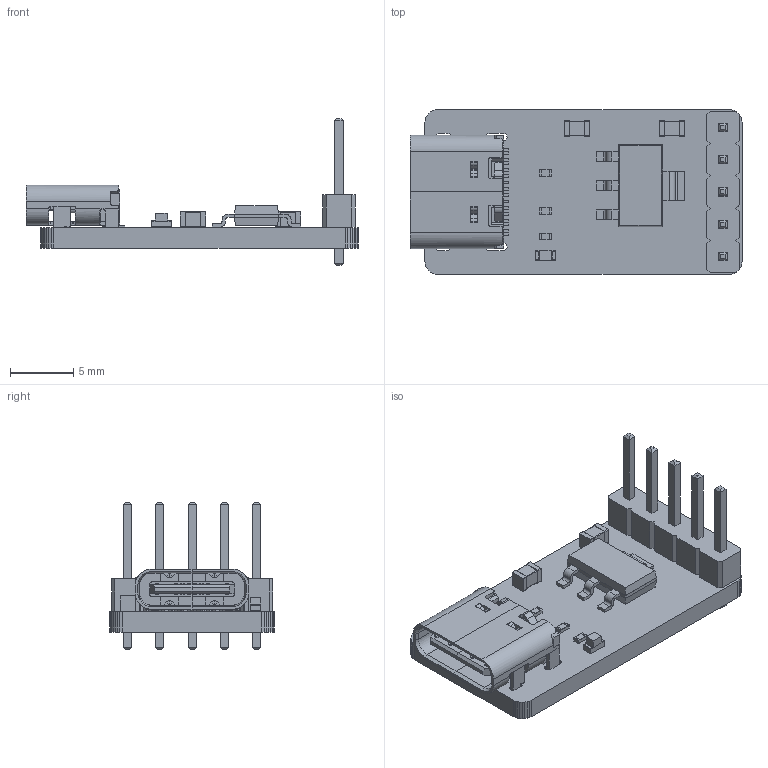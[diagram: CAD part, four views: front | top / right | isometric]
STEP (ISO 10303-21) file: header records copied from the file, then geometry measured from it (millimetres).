
FILE_DESCRIPTION(('KiCad electronic assembly'),'2;1');
FILE_NAME('USBC-LDO.step','2024-02-11T11:05:54',('Pcbnew'),('Kicad'), 'Open CASCADE STEP processor 7.7','KiCad to STEP converter','Unknown' );
FILE_SCHEMA(('AUTOMOTIVE_DESIGN { 1 0 10303 214 1 1 1 1 }'));
Length unit declared in the file: millimetre
Products named in the file (14): USBC-LDO 1; C_0805_2012Metric; R_0402_1005Metric; PinHeader_1x05_P2.54mm_Vertical; PinHeader_1x05_P254mm_Vertical; LED_0603_1608Metric; SOT-223; SOT_223; USB_C_Receptacle_GCT_USB4105-xx-A_16P_TopMnt_Horizontal; USB_C_Receptacle_16P_TopMnt_Horizontal_GCT_USB4105-xx-A; USBC-LDO PCB
Assembly tree (16 placements, depth 3):
  USBC-LDO 1
    C_0805_2012Metric  x2
      C_0805_2012Metric
    R_0402_1005Metric  x3
      R_0402_1005Metric
    PinHeader_1x05_P2.54mm_Vertical
      PinHeader_1x05_P254mm_Vertical
    LED_0603_1608Metric
      LED_0603_1608Metric
    SOT-223
      SOT_223
    USB_C_Receptacle_GCT_USB4105-xx-A_16P_TopMnt_Horizontal
      USB_C_Receptacle_16P_TopMnt_Horizontal_GCT_USB4105-xx-A
    USBC-LDO PCB
Bounding box: 26.18 x 13 x 11.54 mm (x, y, z)
Volume: 769.6 mm3; surface area: 1735.4 mm2
Topology: 45 solids, 45 shells, 1157 faces, 2946 edges, 1884 vertices
Faces by surface type: plane 914, cylinder 219, bspline 16, cone 8
Full cylindrical faces by diameter (mm): 0.5 x2, 0.65 x2, 1 x5
Entity records: 75766 total; most frequent: CARTESIAN_POINT 13300, DIRECTION 10311, LINE 7195, VECTOR 7195, ORIENTED_EDGE 5476, PCURVE 5476, DEFINITIONAL_REPRESENTATION 5476, EDGE_CURVE 2738
